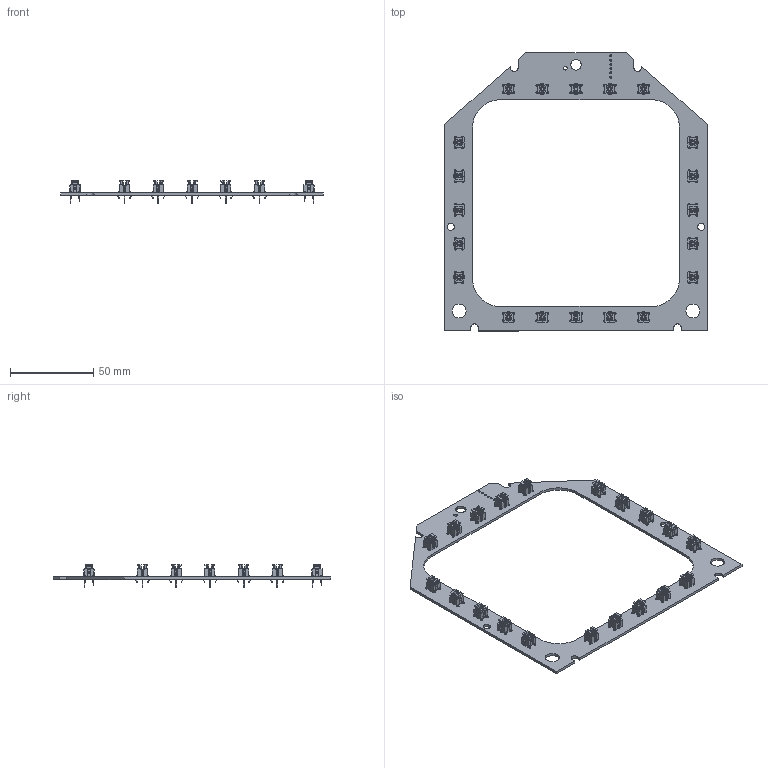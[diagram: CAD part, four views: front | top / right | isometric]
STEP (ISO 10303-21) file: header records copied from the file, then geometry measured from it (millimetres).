
FILE_DESCRIPTION(('KiCad electronic assembly'),'2;1');
FILE_NAME('DDI.step','2023-01-21T08:31:54',('Pcbnew'),('Kicad'), 'Open CASCADE STEP processor 7.6','KiCad to STEP converter','Unknown' );
FILE_SCHEMA(('AUTOMOTIVE_DESIGN { 1 0 10303 214 1 1 1 1 }'));
Length unit declared in the file: millimetre
Products named in the file (4): DDI 1; TL1240GQ; SOLID; DDI PCB
Assembly tree (22 placements, depth 3):
  DDI 1
    TL1240GQ  x20
      SOLID
    DDI PCB
Bounding box: 158.19 x 167.39 x 13.4 mm (x, y, z)
Volume: 16642.3 mm3; surface area: 30801.5 mm2
Topology: 21 solids, 21 shells, 5884 faces, 17006 edges, 11124 vertices
Faces by surface type: plane 4924, cylinder 900, cone 40, bspline 20
Full cylindrical faces by diameter (mm): 0.762 x40, 1.1 x80, 1.19 x6, 2.2 x1, 4.3 x2, 6.35 x1, 8.4 x2
Entity records: 34981 total; most frequent: CARTESIAN_POINT 5630, DIRECTION 5196, LINE 3210, VECTOR 3210, ORIENTED_EDGE 2624, PCURVE 2624, DEFINITIONAL_REPRESENTATION 2624, EDGE_CURVE 1312
